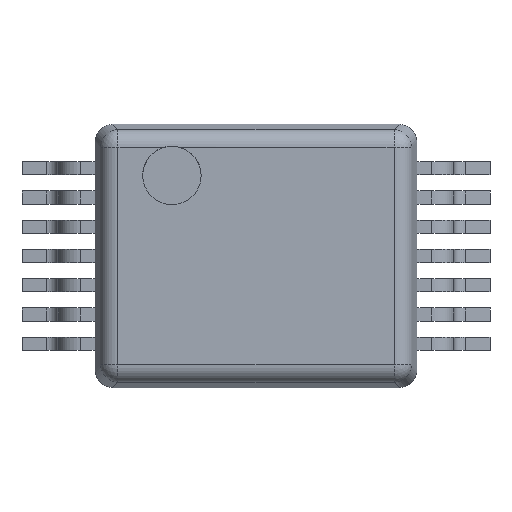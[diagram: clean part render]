
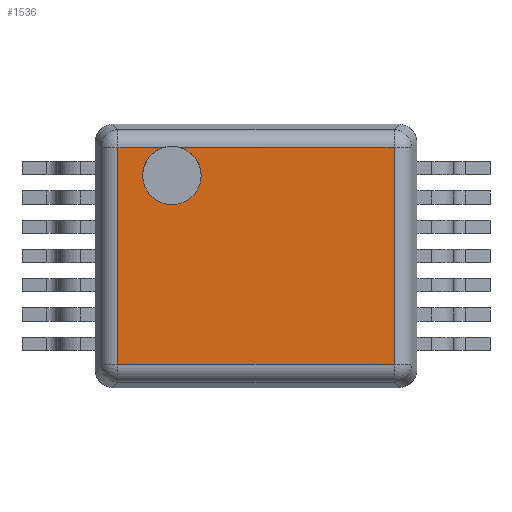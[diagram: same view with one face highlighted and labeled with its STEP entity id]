
A CAD part, top view. The second image highlights one B-rep face of the part: STEP entity #1536.
In plain terms, the highlighted face is planar.
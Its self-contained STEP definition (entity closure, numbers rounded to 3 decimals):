
#655=DIRECTION('',(0.,0.,1.));
#656=VECTOR('',#655,2.975);
#657=CARTESIAN_POINT('',(-1.888,0.45,-1.488));
#658=LINE('',#657,#656);
#662=DIRECTION('',(-1.,0.,0.));
#663=VECTOR('',#662,0.639);
#664=CARTESIAN_POINT('',(-1.249,0.45,-1.488));
#665=LINE('',#664,#663);
#669=CARTESIAN_POINT('',(-1.15,0.45,-1.1));
#670=DIRECTION('',(0.,-1.,0.));
#671=DIRECTION('',(-1.,0.,0.));
#672=AXIS2_PLACEMENT_3D('',#669,#670,#671);
#677=CARTESIAN_POINT('',(-1.15,0.45,-1.1));
#678=DIRECTION('',(0.,-1.,0.));
#679=DIRECTION('',(1.,0.,0.));
#680=AXIS2_PLACEMENT_3D('',#677,#678,#679);
#685=CARTESIAN_POINT('',(-1.15,0.45,-1.1));
#686=DIRECTION('',(0.,-1.,0.));
#687=DIRECTION('',(0.247,0.,-0.969));
#688=AXIS2_PLACEMENT_3D('',#685,#686,#687);
#693=DIRECTION('',(-1.,0.,0.));
#694=VECTOR('',#693,2.939);
#695=CARTESIAN_POINT('',(1.888,0.45,-1.488));
#696=LINE('',#695,#694);
#700=DIRECTION('',(0.,0.,-1.));
#701=VECTOR('',#700,2.975);
#702=CARTESIAN_POINT('',(1.888,0.45,1.488));
#703=LINE('',#702,#701);
#707=DIRECTION('',(1.,0.,0.));
#708=VECTOR('',#707,3.775);
#709=CARTESIAN_POINT('',(-1.888,0.45,1.488));
#710=LINE('',#709,#708);
#874=CARTESIAN_POINT('',(-0.75,0.45,-1.1));
#875=CARTESIAN_POINT('',(-1.55,0.45,-1.1));
#876=VERTEX_POINT('',#874);
#877=VERTEX_POINT('',#875);
#890=CARTESIAN_POINT('',(-1.888,0.45,-1.488));
#891=CARTESIAN_POINT('',(-1.888,0.45,1.488));
#892=VERTEX_POINT('',#890);
#893=VERTEX_POINT('',#891);
#898=CARTESIAN_POINT('',(1.888,0.45,1.488));
#899=CARTESIAN_POINT('',(1.888,0.45,-1.488));
#900=VERTEX_POINT('',#898);
#901=VERTEX_POINT('',#899);
#921=CARTESIAN_POINT('',(-1.051,0.45,-1.488));
#922=VERTEX_POINT('',#921);
#980=CARTESIAN_POINT('',(-1.249,0.45,-1.488));
#981=VERTEX_POINT('',#980);
#1520=CARTESIAN_POINT('',(0.,0.45,0.));
#1521=DIRECTION('',(0.,1.,0.));
#1522=DIRECTION('',(1.,0.,0.));
#1523=AXIS2_PLACEMENT_3D('',#1520,#1521,#1522);
#1524=PLANE('',#1523);
#1525=ORIENTED_EDGE('',*,*,#1421,.F.);
#1526=ORIENTED_EDGE('',*,*,#1490,.F.);
#1527=ORIENTED_EDGE('',*,*,#1506,.F.);
#1529=ORIENTED_EDGE('',*,*,#1528,.F.);
#1530=ORIENTED_EDGE('',*,*,#1509,.F.);
#1531=ORIENTED_EDGE('',*,*,#1496,.F.);
#1532=ORIENTED_EDGE('',*,*,#1330,.F.);
#1533=ORIENTED_EDGE('',*,*,#1359,.F.);
#1534=EDGE_LOOP('',(#1525,#1526,#1527,#1529,#1530,#1531,#1532,#1533));
#1535=FACE_OUTER_BOUND('',#1534,.F.);
#673=CIRCLE('',#672,0.4);
#681=CIRCLE('',#680,0.4);
#689=CIRCLE('',#688,0.4);
#1330=EDGE_CURVE('',#900,#901,#703,.T.);
#1359=EDGE_CURVE('',#893,#900,#710,.T.);
#1421=EDGE_CURVE('',#892,#893,#658,.T.);
#1490=EDGE_CURVE('',#981,#892,#665,.T.);
#1496=EDGE_CURVE('',#901,#922,#696,.T.);
#1506=EDGE_CURVE('',#877,#981,#673,.T.);
#1509=EDGE_CURVE('',#922,#876,#689,.T.);
#1528=EDGE_CURVE('',#876,#877,#681,.T.);
#1536=ADVANCED_FACE('',(#1535),#1524,.T.);
